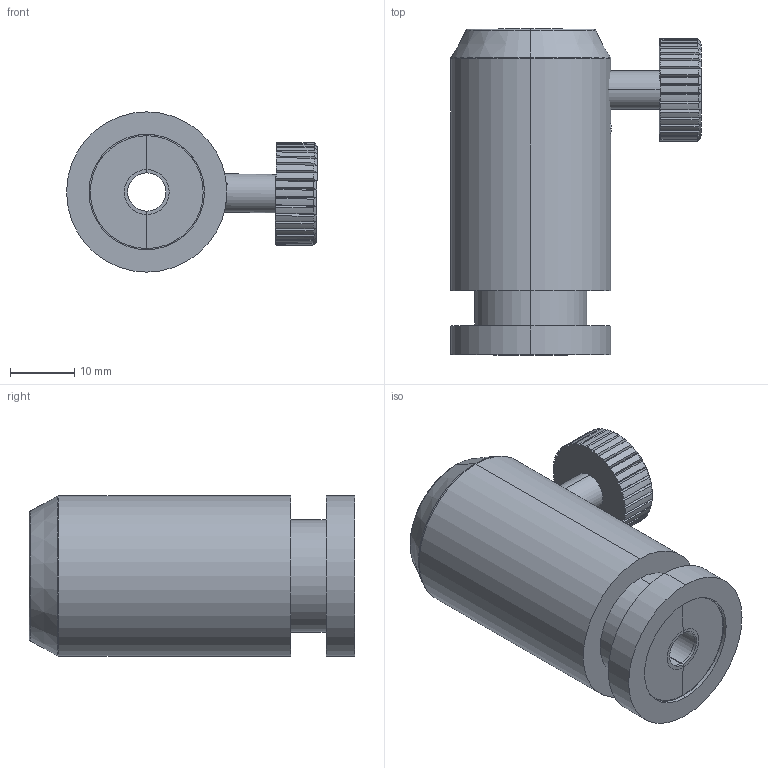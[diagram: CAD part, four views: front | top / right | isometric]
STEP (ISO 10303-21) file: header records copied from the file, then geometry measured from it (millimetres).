
FILE_DESCRIPTION (( 'STEP AP214' ), '1' );
FILE_NAME ('523902.STEP', '2019-10-15T06:16:32', ( '' ), ( '' ), 'SwSTEP 2.0', 'SolidWorks 2016', '' );
FILE_SCHEMA (( 'AUTOMOTIVE_DESIGN' ));
Length unit declared in the file: millimetre
Products named in the file (1): 523902
Bounding box: 39.12 x 50.8 x 25 mm (x, y, z)
Surface area: 8539.3 mm2 (no closed solid volume)
Topology: 0 solids, 4 shells, 176 faces, 476 edges, 313 vertices
Faces by surface type: plane 106, cylinder 56, cone 10, torus 4
Entity records: 5641 total; most frequent: CARTESIAN_POINT 1194, ORIENTED_EDGE 946, DIRECTION 887, EDGE_CURVE 476, VERTEX_POINT 313, AXIS2_PLACEMENT_3D 310, VECTOR 267, LINE 267
